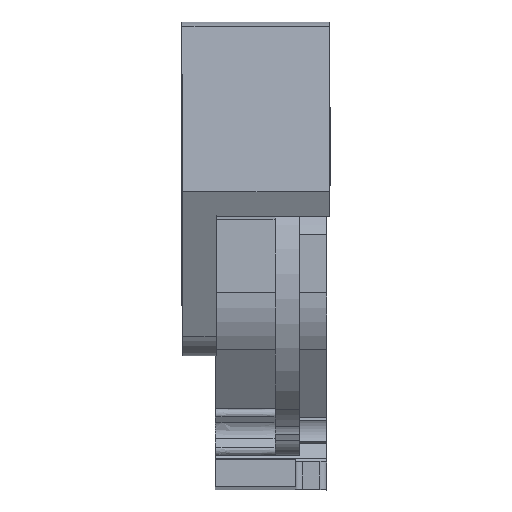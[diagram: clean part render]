
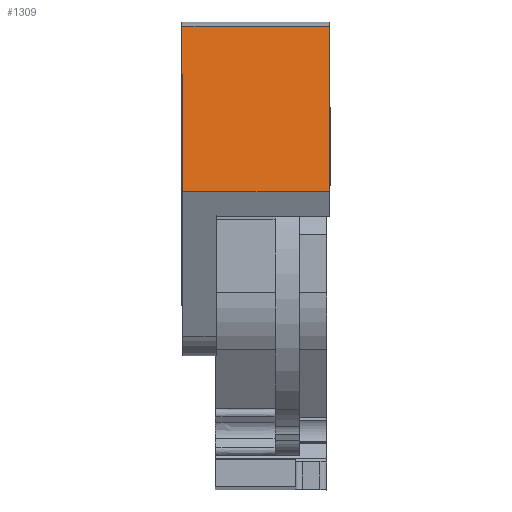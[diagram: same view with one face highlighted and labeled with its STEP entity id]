
A CAD part, top view. The second image highlights one B-rep face of the part: STEP entity #1309.
In plain terms, the highlighted planar face has unit normal (0, 0.906, 0.423).
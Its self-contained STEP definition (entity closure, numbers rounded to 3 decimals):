
#1257=AXIS2_PLACEMENT_3D('Plane Axis2P3D',#1254,#1255,#1256) ;
#300=CARTESIAN_POINT('Vertex',(0.,11.987,14.917)) ;
#303=CARTESIAN_POINT('Line Origine',(0.,12.693,13.403)) ;
#307=CARTESIAN_POINT('Vertex',(0.,13.399,11.889)) ;
#1238=CARTESIAN_POINT('Vertex',(0.025,11.987,14.917)) ;
#1241=CARTESIAN_POINT('Line Origine',(0.012,11.987,14.917)) ;
#1254=CARTESIAN_POINT('Axis2P3D Location',(4.275,11.128,16.759)) ;
#1259=CARTESIAN_POINT('Line Origine',(0.025,10.29,18.557)) ;
#1263=CARTESIAN_POINT('Vertex',(0.025,8.593,22.197)) ;
#1266=CARTESIAN_POINT('Line Origine',(2.15,8.593,22.197)) ;
#1270=CARTESIAN_POINT('Vertex',(4.275,8.593,22.197)) ;
#1273=CARTESIAN_POINT('Line Origine',(4.275,10.996,17.043)) ;
#1277=CARTESIAN_POINT('Vertex',(4.275,13.399,11.889)) ;
#1280=CARTESIAN_POINT('Line Origine',(3.677,13.399,11.889)) ;
#1284=CARTESIAN_POINT('Vertex',(3.079,13.399,11.889)) ;
#1287=CARTESIAN_POINT('Line Origine',(1.777,13.399,11.889)) ;
#1291=CARTESIAN_POINT('Vertex',(0.475,13.399,11.889)) ;
#1294=CARTESIAN_POINT('Line Origine',(0.237,13.399,11.889)) ;
#304=DIRECTION('Vector Direction',(0.,0.423,-0.906)) ;
#1242=DIRECTION('Vector Direction',(-1.,0.,0.)) ;
#1255=DIRECTION('Axis2P3D Direction',(0.,0.906,0.423)) ;
#1256=DIRECTION('Axis2P3D XDirection',(0.,0.423,-0.906)) ;
#1260=DIRECTION('Vector Direction',(0.,0.423,-0.906)) ;
#1267=DIRECTION('Vector Direction',(-1.,0.,0.)) ;
#1274=DIRECTION('Vector Direction',(0.,0.423,-0.906)) ;
#1281=DIRECTION('Vector Direction',(1.,0.,0.)) ;
#1288=DIRECTION('Vector Direction',(1.,0.,0.)) ;
#1295=DIRECTION('Vector Direction',(1.,0.,0.)) ;
#305=VECTOR('Line Direction',#304,1.) ;
#1243=VECTOR('Line Direction',#1242,1.) ;
#1261=VECTOR('Line Direction',#1260,1.) ;
#1268=VECTOR('Line Direction',#1267,1.) ;
#1275=VECTOR('Line Direction',#1274,1.) ;
#1282=VECTOR('Line Direction',#1281,1.) ;
#1289=VECTOR('Line Direction',#1288,1.) ;
#1296=VECTOR('Line Direction',#1295,1.) ;
#1300=ORIENTED_EDGE('',*,*,#1265,.T.) ;
#1301=ORIENTED_EDGE('',*,*,#1272,.F.) ;
#1302=ORIENTED_EDGE('',*,*,#1279,.F.) ;
#1303=ORIENTED_EDGE('',*,*,#1286,.T.) ;
#1304=ORIENTED_EDGE('',*,*,#1293,.T.) ;
#1305=ORIENTED_EDGE('',*,*,#1298,.T.) ;
#1306=ORIENTED_EDGE('',*,*,#309,.F.) ;
#1307=ORIENTED_EDGE('',*,*,#1245,.F.) ;
#1309=ADVANCED_FACE('PE_ANSCHLUSS',(#1308),#1258,.T.) ;
#309=EDGE_CURVE('',#301,#308,#306,.T.) ;
#1245=EDGE_CURVE('',#1239,#301,#1244,.T.) ;
#1265=EDGE_CURVE('',#1239,#1264,#1262,.F.) ;
#1272=EDGE_CURVE('',#1271,#1264,#1269,.T.) ;
#1279=EDGE_CURVE('',#1278,#1271,#1276,.F.) ;
#1286=EDGE_CURVE('',#1278,#1285,#1283,.F.) ;
#1293=EDGE_CURVE('',#1285,#1292,#1290,.F.) ;
#1298=EDGE_CURVE('',#1292,#308,#1297,.F.) ;
#1299=EDGE_LOOP('',(#1300,#1301,#1302,#1303,#1304,#1305,#1306,#1307)) ;
#1308=FACE_OUTER_BOUND('',#1299,.T.) ;
#306=LINE('Line',#303,#305) ;
#1244=LINE('Line',#1241,#1243) ;
#1262=LINE('Line',#1259,#1261) ;
#1269=LINE('Line',#1266,#1268) ;
#1276=LINE('Line',#1273,#1275) ;
#1283=LINE('Line',#1280,#1282) ;
#1290=LINE('Line',#1287,#1289) ;
#1297=LINE('Line',#1294,#1296) ;
#1258=PLANE('',#1257) ;
#301=VERTEX_POINT('',#300) ;
#308=VERTEX_POINT('',#307) ;
#1239=VERTEX_POINT('',#1238) ;
#1264=VERTEX_POINT('',#1263) ;
#1271=VERTEX_POINT('',#1270) ;
#1278=VERTEX_POINT('',#1277) ;
#1285=VERTEX_POINT('',#1284) ;
#1292=VERTEX_POINT('',#1291) ;
